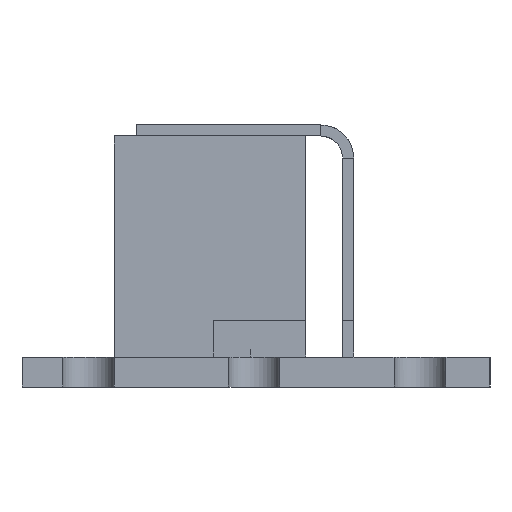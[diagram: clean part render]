
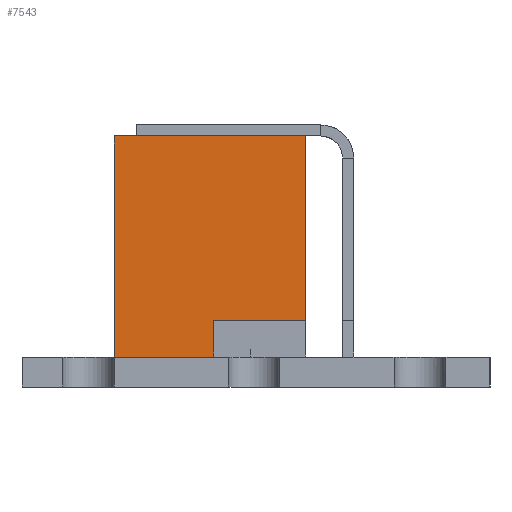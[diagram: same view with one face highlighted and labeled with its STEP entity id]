
A CAD part, left-side view. The second image highlights one B-rep face of the part: STEP entity #7543.
In plain terms, the highlighted planar face has unit normal (-1, 0, 0).
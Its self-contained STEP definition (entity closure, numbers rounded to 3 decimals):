
#7543=ADVANCED_FACE('',(#18503),#18505,.F.);
#18503=FACE_BOUND('',#18504,.T.);
#18504=EDGE_LOOP('',(#22731,#22732,#22733,#22734,#22735,#22736));
#18505=PLANE('',#18506);
#18506=AXIS2_PLACEMENT_3D('',#18507,#18508,#18509);
#18507=CARTESIAN_POINT('',(-15.5,3.85,0.813));
#18508=DIRECTION('',(1.,0.,0.));
#18509=DIRECTION('',(0.,0.,1.));
#22731=ORIENTED_EDGE('',*,*,#24908,.F.);
#22732=ORIENTED_EDGE('',*,*,#24909,.T.);
#22733=ORIENTED_EDGE('',*,*,#24910,.T.);
#22734=ORIENTED_EDGE('',*,*,#24911,.F.);
#22735=ORIENTED_EDGE('',*,*,#24880,.F.);
#22736=ORIENTED_EDGE('',*,*,#24912,.T.);
#24880=EDGE_CURVE('',#28432,#28434,#28435,.T.);
#24908=EDGE_CURVE('',#28480,#28481,#28482,.T.);
#24909=EDGE_CURVE('',#28480,#28483,#28484,.T.);
#24910=EDGE_CURVE('',#28483,#28485,#28486,.T.);
#24911=EDGE_CURVE('',#28434,#28485,#28487,.T.);
#24912=EDGE_CURVE('',#28432,#28481,#28488,.T.);
#28432=VERTEX_POINT('',#49409);
#28434=VERTEX_POINT('',#49413);
#28435=LINE('',#49414,#49415);
#28480=VERTEX_POINT('',#49515);
#28481=VERTEX_POINT('',#49516);
#28482=LINE('',#49517,#49518);
#28483=VERTEX_POINT('',#49520);
#28484=LINE('',#49521,#49522);
#28485=VERTEX_POINT('',#49524);
#28486=LINE('',#49525,#49526);
#28487=LINE('',#49528,#49529);
#28488=LINE('',#49531,#49532);
#49409=CARTESIAN_POINT('',(-15.5,1.15,0.813));
#49413=CARTESIAN_POINT('',(-15.5,3.85,0.813));
#49414=CARTESIAN_POINT('',(-15.5,1.15,0.813));
#49415=VECTOR('',#49416,1.);
#49416=DIRECTION('',(0.,1.,0.));
#49515=CARTESIAN_POINT('',(-15.5,-1.35,1.813));
#49516=CARTESIAN_POINT('',(-15.5,1.15,1.813));
#49517=CARTESIAN_POINT('',(-15.5,-1.35,1.813));
#49518=VECTOR('',#49519,1.);
#49519=DIRECTION('',(0.,1.,0.));
#49520=CARTESIAN_POINT('',(-15.5,-1.35,6.813));
#49521=CARTESIAN_POINT('',(-15.5,-1.35,1.813));
#49522=VECTOR('',#49523,1.);
#49523=DIRECTION('',(0.,0.,1.));
#49524=CARTESIAN_POINT('',(-15.5,3.85,6.813));
#49525=CARTESIAN_POINT('',(-15.5,-1.35,6.813));
#49526=VECTOR('',#49527,1.);
#49527=DIRECTION('',(0.,1.,0.));
#49528=CARTESIAN_POINT('',(-15.5,3.85,0.813));
#49529=VECTOR('',#49530,1.);
#49530=DIRECTION('',(0.,0.,1.));
#49531=CARTESIAN_POINT('',(-15.5,1.15,0.813));
#49532=VECTOR('',#49533,1.);
#49533=DIRECTION('',(0.,0.,1.));
